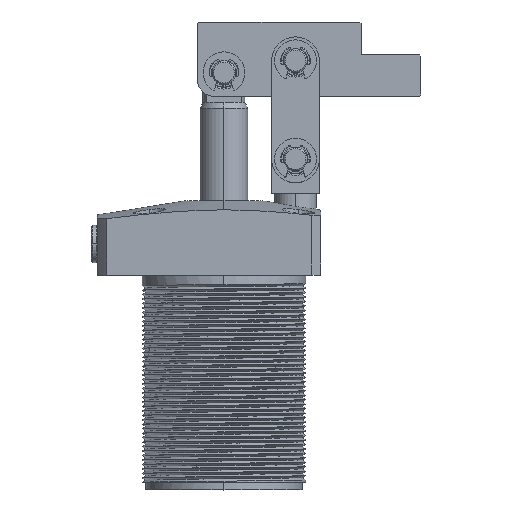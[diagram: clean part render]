
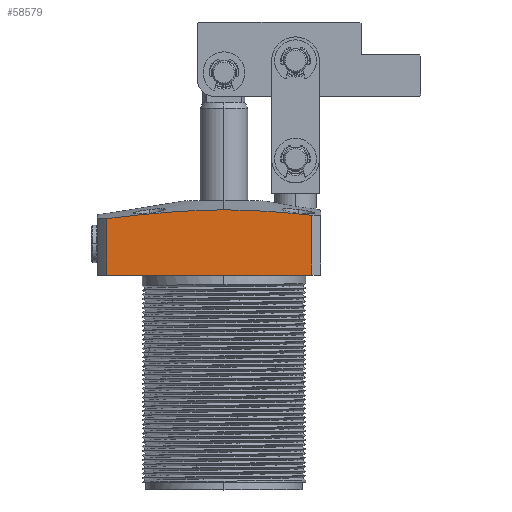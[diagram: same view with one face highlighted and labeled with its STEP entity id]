
A CAD part, top view. The second image highlights one B-rep face of the part: STEP entity #58579.
In plain terms, the highlighted planar face has unit normal (0, 0, 1).
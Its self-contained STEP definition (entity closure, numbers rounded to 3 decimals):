
#1705 = CARTESIAN_POINT ( 'NONE',  ( -39.303, 18.981, 32.5 ) ) ;
#5009 = DIRECTION ( 'NONE',  ( 1., 0., 0. ) ) ;
#7098 = EDGE_CURVE ( 'NONE', #64207, #50307, #39115, .T. ) ;
#7357 = LINE ( 'NONE', #17744, #9135 ) ;
#9135 = VECTOR ( 'NONE', #16298, 1000. ) ;
#11482 = DIRECTION ( 'NONE',  ( 0., -1., 0. ) ) ;
#13276 = EDGE_CURVE ( 'NONE', #54859, #18260, #7357, .T. ) ;
#13565 = CARTESIAN_POINT ( 'NONE',  ( 29.502, 20.107, 32.5 ) ) ;
#13574 = CARTESIAN_POINT ( 'NONE',  ( 24.599, 20.629, 32.5 ) ) ;
#13667 = CARTESIAN_POINT ( 'NONE',  ( 19.691, 21.082, 32.5 ) ) ;
#13714 = CARTESIAN_POINT ( 'NONE',  ( 12.317, 21.566, 32.5 ) ) ;
#13727 = CARTESIAN_POINT ( 'NONE',  ( 9.857, 21.693, 32.5 ) ) ;
#13805 = CARTESIAN_POINT ( 'NONE',  ( 4.933, 21.866, 32.5 ) ) ;
#13815 = CARTESIAN_POINT ( 'NONE',  ( 2.468, 21.912, 32.5 ) ) ;
#13957 = CARTESIAN_POINT ( 'NONE',  ( 0., 21.912, 32.5 ) ) ;
#16298 = DIRECTION ( 'NONE',  ( 0., 1., 0. ) ) ;
#17744 = CARTESIAN_POINT ( 'NONE',  ( 29.502, -15., 32.5 ) ) ;
#18215 = CARTESIAN_POINT ( 'NONE',  ( 29.502, 0., 32.5 ) ) ;
#18260 = VERTEX_POINT ( 'NONE', #55964 ) ;
#19281 = ORIENTED_EDGE ( 'NONE', *, *, #7098, .F. ) ;
#24491 = ORIENTED_EDGE ( 'NONE', *, *, #66005, .T. ) ;
#33626 = EDGE_CURVE ( 'NONE', #53560, #54859, #46461, .T. ) ;
#36470 = CARTESIAN_POINT ( 'NONE',  ( -39.303, 0., 32.5 ) ) ;
#36603 = VECTOR ( 'NONE', #11482, 1000. ) ;
#36916 = LINE ( 'NONE', #38838, #36603 ) ;
#37040 = EDGE_CURVE ( 'NONE', #50307, #18260, #45364, .T. ) ;
#37916 = CARTESIAN_POINT ( 'NONE',  ( -40., 0., 32.5 ) ) ;
#38149 = DIRECTION ( 'NONE',  ( 0., 0., 1. ) ) ;
#38838 = CARTESIAN_POINT ( 'NONE',  ( -39.303, 0., 32.5 ) ) ;
#39115 = B_SPLINE_CURVE_WITH_KNOTS ( 'NONE', 3,
 ( #53170, #59288, #53266, #53117, #53103, #53040, #53026, #52943, #52892, #52876 ),
 .UNSPECIFIED., .F., .F.,
 ( 4, 2, 2, 2, 4 ),
 ( -0.039, -0.03, -0.02, -0.01, 0. ),
 .UNSPECIFIED. ) ;
#42861 = ORIENTED_EDGE ( 'NONE', *, *, #33626, .T. ) ;
#45364 = B_SPLINE_CURVE_WITH_KNOTS ( 'NONE', 3,
 ( #13957, #13815, #13805, #13727, #13714, #13667, #13574, #13565 ),
 .UNSPECIFIED., .F., .F.,
 ( 4, 2, 2, 4 ),
 ( 0., 0.007, 0.015, 0.03 ),
 .UNSPECIFIED. ) ;
#45903 = VECTOR ( 'NONE', #46876, 1000. ) ;
#46461 = LINE ( 'NONE', #48651, #45903 ) ;
#46876 = DIRECTION ( 'NONE',  ( 1., 0., 0. ) ) ;
#47001 = ORIENTED_EDGE ( 'NONE', *, *, #13276, .T. ) ;
#48651 = CARTESIAN_POINT ( 'NONE',  ( -40., 0., 32.5 ) ) ;
#50307 = VERTEX_POINT ( 'NONE', #52705 ) ;
#52705 = CARTESIAN_POINT ( 'NONE',  ( 0., 21.912, 32.5 ) ) ;
#52876 = CARTESIAN_POINT ( 'NONE',  ( 0., 21.912, 32.5 ) ) ;
#52892 = CARTESIAN_POINT ( 'NONE',  ( -3.293, 21.912, 32.5 ) ) ;
#52943 = CARTESIAN_POINT ( 'NONE',  ( -6.581, 21.831, 32.5 ) ) ;
#53026 = CARTESIAN_POINT ( 'NONE',  ( -13.145, 21.529, 32.5 ) ) ;
#53040 = CARTESIAN_POINT ( 'NONE',  ( -16.422, 21.309, 32.5 ) ) ;
#53103 = CARTESIAN_POINT ( 'NONE',  ( -22.969, 20.771, 32.5 ) ) ;
#53117 = CARTESIAN_POINT ( 'NONE',  ( -26.239, 20.454, 32.5 ) ) ;
#53170 = CARTESIAN_POINT ( 'NONE',  ( -39.303, 18.981, 32.5 ) ) ;
#53266 = CARTESIAN_POINT ( 'NONE',  ( -32.774, 19.759, 32.5 ) ) ;
#53560 = VERTEX_POINT ( 'NONE', #36470 ) ;
#53770 = EDGE_LOOP ( 'NONE', ( #19281, #24491, #42861, #47001, #54250 ) ) ;
#54233 = AXIS2_PLACEMENT_3D ( 'NONE', #37916, #38149, #5009 ) ;
#54250 = ORIENTED_EDGE ( 'NONE', *, *, #37040, .F. ) ;
#54859 = VERTEX_POINT ( 'NONE', #18215 ) ;
#55964 = CARTESIAN_POINT ( 'NONE',  ( 29.502, 20.107, 32.5 ) ) ;
#56109 = FACE_OUTER_BOUND ( 'NONE', #53770, .T. ) ;
#58579 = ADVANCED_FACE ( 'NONE', ( #56109 ), #70278, .T. ) ;
#59288 = CARTESIAN_POINT ( 'NONE',  ( -36.04, 19.38, 32.5 ) ) ;
#64207 = VERTEX_POINT ( 'NONE', #1705 ) ;
#66005 = EDGE_CURVE ( 'NONE', #64207, #53560, #36916, .T. ) ;
#70278 = PLANE ( 'NONE',  #54233 ) ;
